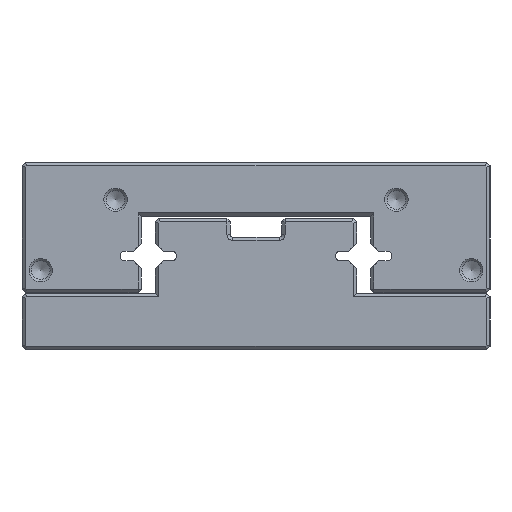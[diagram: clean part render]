
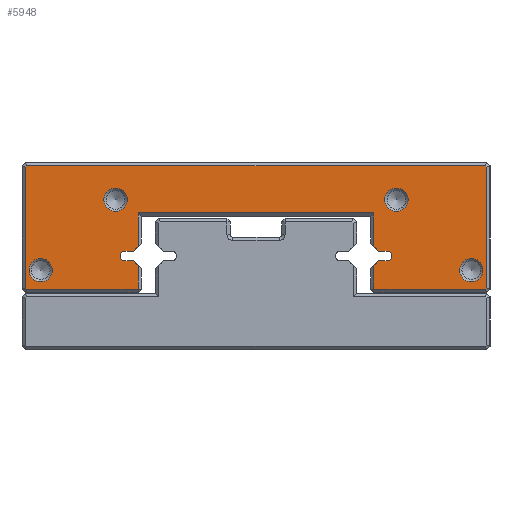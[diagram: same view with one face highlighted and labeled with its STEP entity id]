
A CAD part, left-side view. The second image highlights one B-rep face of the part: STEP entity #5948.
In plain terms, the highlighted planar face has unit normal (-1, 0, 0).
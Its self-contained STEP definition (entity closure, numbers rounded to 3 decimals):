
#5049=FACE_BOUND('',#9075,.T.);
#5050=FACE_BOUND('',#9076,.T.);
#5051=FACE_BOUND('',#9077,.T.);
#5052=FACE_BOUND('',#9078,.T.);
#5053=FACE_BOUND('',#9079,.T.);
#5519=CIRCLE('',#24653,1.);
#5534=CIRCLE('',#24676,1.);
#5540=CIRCLE('',#24688,2.5);
#5541=CIRCLE('',#24689,2.5);
#5542=CIRCLE('',#24690,2.5);
#5543=CIRCLE('',#24691,2.5);
#5948=ADVANCED_FACE('',(#5049,#5050,#5051,#5052,#5053),#7056,.T.);
#7056=PLANE('',#24692);
#9075=EDGE_LOOP('',(#11806,#11807,#11808,#11809,#11810,#11811,#11812,#11813,
#11814,#11815,#11816,#11817,#11818,#11819,#11820,#11821,#11822,#11823,#11824,
#11825,#11826,#11827,#11828,#11829));
#9076=EDGE_LOOP('',(#11830));
#9077=EDGE_LOOP('',(#11831));
#9078=EDGE_LOOP('',(#11832));
#9079=EDGE_LOOP('',(#11833));
#11806=ORIENTED_EDGE('',*,*,#18492,.F.);
#11807=ORIENTED_EDGE('',*,*,#18533,.T.);
#11808=ORIENTED_EDGE('',*,*,#18534,.T.);
#11809=ORIENTED_EDGE('',*,*,#18535,.T.);
#11810=ORIENTED_EDGE('',*,*,#18445,.F.);
#11811=ORIENTED_EDGE('',*,*,#18439,.F.);
#11812=ORIENTED_EDGE('',*,*,#18436,.F.);
#11813=ORIENTED_EDGE('',*,*,#18433,.F.);
#11814=ORIENTED_EDGE('',*,*,#18431,.F.);
#11815=ORIENTED_EDGE('',*,*,#18536,.T.);
#11816=ORIENTED_EDGE('',*,*,#18537,.T.);
#11817=ORIENTED_EDGE('',*,*,#18538,.T.);
#11818=ORIENTED_EDGE('',*,*,#18539,.T.);
#11819=ORIENTED_EDGE('',*,*,#18540,.T.);
#11820=ORIENTED_EDGE('',*,*,#18541,.T.);
#11821=ORIENTED_EDGE('',*,*,#18542,.T.);
#11822=ORIENTED_EDGE('',*,*,#18543,.T.);
#11823=ORIENTED_EDGE('',*,*,#18544,.T.);
#11824=ORIENTED_EDGE('',*,*,#18545,.T.);
#11825=ORIENTED_EDGE('',*,*,#18546,.T.);
#11826=ORIENTED_EDGE('',*,*,#18506,.F.);
#11827=ORIENTED_EDGE('',*,*,#18500,.F.);
#11828=ORIENTED_EDGE('',*,*,#18497,.F.);
#11829=ORIENTED_EDGE('',*,*,#18494,.F.);
#11830=ORIENTED_EDGE('',*,*,#18547,.T.);
#11831=ORIENTED_EDGE('',*,*,#18548,.T.);
#11832=ORIENTED_EDGE('',*,*,#18549,.T.);
#11833=ORIENTED_EDGE('',*,*,#18550,.T.);
#16413=VERTEX_POINT('',#32813);
#16414=VERTEX_POINT('',#32815);
#16415=VERTEX_POINT('',#32819);
#16417=VERTEX_POINT('',#32825);
#16419=VERTEX_POINT('',#32831);
#16424=VERTEX_POINT('',#32843);
#16456=VERTEX_POINT('',#32925);
#16457=VERTEX_POINT('',#32927);
#16458=VERTEX_POINT('',#32931);
#16460=VERTEX_POINT('',#32937);
#16462=VERTEX_POINT('',#32943);
#16467=VERTEX_POINT('',#32955);
#16490=VERTEX_POINT('',#33009);
#16491=VERTEX_POINT('',#33011);
#16492=VERTEX_POINT('',#33014);
#16493=VERTEX_POINT('',#33016);
#16494=VERTEX_POINT('',#33018);
#16495=VERTEX_POINT('',#33020);
#16496=VERTEX_POINT('',#33022);
#16497=VERTEX_POINT('',#33024);
#16498=VERTEX_POINT('',#33026);
#16499=VERTEX_POINT('',#33028);
#16500=VERTEX_POINT('',#33030);
#16501=VERTEX_POINT('',#33032);
#16502=VERTEX_POINT('',#33035);
#16503=VERTEX_POINT('',#33037);
#16504=VERTEX_POINT('',#33039);
#16505=VERTEX_POINT('',#33041);
#18431=EDGE_CURVE('',#16413,#16414,#20841,.T.);
#18433=EDGE_CURVE('',#16414,#16415,#20843,.T.);
#18436=EDGE_CURVE('',#16415,#16417,#5519,.T.);
#18439=EDGE_CURVE('',#16417,#16419,#20847,.T.);
#18445=EDGE_CURVE('',#16419,#16424,#20853,.T.);
#18492=EDGE_CURVE('',#16456,#16457,#20887,.T.);
#18494=EDGE_CURVE('',#16457,#16458,#20889,.T.);
#18497=EDGE_CURVE('',#16458,#16460,#5534,.T.);
#18500=EDGE_CURVE('',#16460,#16462,#20893,.T.);
#18506=EDGE_CURVE('',#16462,#16467,#20899,.T.);
#18533=EDGE_CURVE('',#16456,#16490,#20922,.T.);
#18534=EDGE_CURVE('',#16490,#16491,#20923,.T.);
#18535=EDGE_CURVE('',#16491,#16424,#20924,.T.);
#18536=EDGE_CURVE('',#16413,#16492,#20925,.T.);
#18537=EDGE_CURVE('',#16492,#16493,#20926,.T.);
#18538=EDGE_CURVE('',#16493,#16494,#20927,.T.);
#18539=EDGE_CURVE('',#16494,#16495,#20928,.T.);
#18540=EDGE_CURVE('',#16495,#16496,#20929,.T.);
#18541=EDGE_CURVE('',#16496,#16497,#20930,.T.);
#18542=EDGE_CURVE('',#16497,#16498,#20931,.T.);
#18543=EDGE_CURVE('',#16498,#16499,#20932,.T.);
#18544=EDGE_CURVE('',#16499,#16500,#20933,.T.);
#18545=EDGE_CURVE('',#16500,#16501,#20934,.T.);
#18546=EDGE_CURVE('',#16501,#16467,#20935,.T.);
#18547=EDGE_CURVE('',#16502,#16502,#5540,.T.);
#18548=EDGE_CURVE('',#16503,#16503,#5541,.T.);
#18549=EDGE_CURVE('',#16504,#16504,#5542,.T.);
#18550=EDGE_CURVE('',#16505,#16505,#5543,.T.);
#20841=LINE('',#32814,#22901);
#20843=LINE('',#32818,#22903);
#20847=LINE('',#32830,#22907);
#20853=LINE('',#32842,#22913);
#20887=LINE('',#32926,#22947);
#20889=LINE('',#32930,#22949);
#20893=LINE('',#32942,#22953);
#20899=LINE('',#32954,#22959);
#20922=LINE('',#33008,#22982);
#20923=LINE('',#33010,#22983);
#20924=LINE('',#33012,#22984);
#20925=LINE('',#33013,#22985);
#20926=LINE('',#33015,#22986);
#20927=LINE('',#33017,#22987);
#20928=LINE('',#33019,#22988);
#20929=LINE('',#33021,#22989);
#20930=LINE('',#33023,#22990);
#20931=LINE('',#33025,#22991);
#20932=LINE('',#33027,#22992);
#20933=LINE('',#33029,#22993);
#20934=LINE('',#33031,#22994);
#20935=LINE('',#33033,#22995);
#22901=VECTOR('',#27089,1.);
#22903=VECTOR('',#27093,1.);
#22907=VECTOR('',#27105,1.);
#22913=VECTOR('',#27113,1.);
#22947=VECTOR('',#27181,1.);
#22949=VECTOR('',#27185,1.);
#22953=VECTOR('',#27197,1.);
#22959=VECTOR('',#27205,1.);
#22982=VECTOR('',#27244,1.);
#22983=VECTOR('',#27245,1.);
#22984=VECTOR('',#27246,1.);
#22985=VECTOR('',#27247,1.);
#22986=VECTOR('',#27248,1.);
#22987=VECTOR('',#27249,1.);
#22988=VECTOR('',#27250,1.);
#22989=VECTOR('',#27251,1.);
#22990=VECTOR('',#27252,1.);
#22991=VECTOR('',#27253,1.);
#22992=VECTOR('',#27254,1.);
#22993=VECTOR('',#27255,1.);
#22994=VECTOR('',#27256,1.);
#22995=VECTOR('',#27257,1.);
#24653=AXIS2_PLACEMENT_3D('',#32824,#27098,#27099);
#24676=AXIS2_PLACEMENT_3D('',#32936,#27190,#27191);
#24688=AXIS2_PLACEMENT_3D('',#33034,#27258,#27259);
#24689=AXIS2_PLACEMENT_3D('',#33036,#27260,#27261);
#24690=AXIS2_PLACEMENT_3D('',#33038,#27262,#27263);
#24691=AXIS2_PLACEMENT_3D('',#33040,#27264,#27265);
#24692=AXIS2_PLACEMENT_3D('',#33042,#27266,#27267);
#27089=DIRECTION('',(0.,-0.707,0.707));
#27093=DIRECTION('',(0.,-1.,0.));
#27098=DIRECTION('',(-1.,0.,0.));
#27099=DIRECTION('',(0.,0.,-1.));
#27105=DIRECTION('',(0.,1.,0.));
#27113=DIRECTION('',(0.,0.707,0.707));
#27181=DIRECTION('',(0.,0.707,-0.707));
#27185=DIRECTION('',(0.,1.,0.));
#27190=DIRECTION('',(-1.,0.,0.));
#27191=DIRECTION('',(0.,0.,1.));
#27197=DIRECTION('',(0.,-1.,0.));
#27205=DIRECTION('',(0.,-0.707,-0.707));
#27244=DIRECTION('',(0.,0.,1.));
#27245=DIRECTION('',(0.,-1.,0.));
#27246=DIRECTION('',(0.,0.,-1.));
#27247=DIRECTION('',(0.,0.,-1.));
#27248=DIRECTION('',(0.,-1.,0.));
#27249=DIRECTION('',(0.,-0.707,0.707));
#27250=DIRECTION('',(0.,0.,1.));
#27251=DIRECTION('',(0.,0.707,0.707));
#27252=DIRECTION('',(0.,1.,0.));
#27253=DIRECTION('',(0.,0.707,-0.707));
#27254=DIRECTION('',(0.,0.,-1.));
#27255=DIRECTION('',(0.,-0.707,-0.707));
#27256=DIRECTION('',(0.,-1.,0.));
#27257=DIRECTION('',(0.,0.,1.));
#27258=DIRECTION('',(1.,0.,0.));
#27259=DIRECTION('',(0.,0.,-1.));
#27260=DIRECTION('',(1.,0.,0.));
#27261=DIRECTION('',(0.,0.,-1.));
#27262=DIRECTION('',(1.,0.,0.));
#27263=DIRECTION('',(0.,0.,-1.));
#27264=DIRECTION('',(1.,0.,0.));
#27265=DIRECTION('',(0.,0.,-1.));
#27266=DIRECTION('',(-1.,0.,0.));
#27267=DIRECTION('',(0.,0.,1.));
#32813=CARTESIAN_POINT('',(80.,24.8,17.957));
#32814=CARTESIAN_POINT('',(80.,25.5,17.257));
#32815=CARTESIAN_POINT('',(80.,23.757,19.));
#32818=CARTESIAN_POINT('',(80.,23.757,19.));
#32819=CARTESIAN_POINT('',(80.,22.,19.));
#32824=CARTESIAN_POINT('',(80.,22.,20.));
#32825=CARTESIAN_POINT('',(80.,22.,21.));
#32830=CARTESIAN_POINT('',(80.,22.,21.));
#32831=CARTESIAN_POINT('',(80.,23.757,21.));
#32842=CARTESIAN_POINT('',(80.,23.757,21.));
#32843=CARTESIAN_POINT('',(80.,24.8,22.043));
#32925=CARTESIAN_POINT('',(80.,75.2,22.043));
#32926=CARTESIAN_POINT('',(80.,74.5,22.743));
#32927=CARTESIAN_POINT('',(80.,76.243,21.));
#32930=CARTESIAN_POINT('',(80.,76.243,21.));
#32931=CARTESIAN_POINT('',(80.,78.,21.));
#32936=CARTESIAN_POINT('',(80.,78.,20.));
#32937=CARTESIAN_POINT('',(80.,78.,19.));
#32942=CARTESIAN_POINT('',(80.,78.,19.));
#32943=CARTESIAN_POINT('',(80.,76.243,19.));
#32954=CARTESIAN_POINT('',(80.,76.243,19.));
#32955=CARTESIAN_POINT('',(80.,75.2,17.957));
#33008=CARTESIAN_POINT('',(80.,75.2,28.5));
#33009=CARTESIAN_POINT('',(80.,75.2,29.2));
#33010=CARTESIAN_POINT('',(80.,25.5,29.2));
#33011=CARTESIAN_POINT('',(80.,24.8,29.2));
#33012=CARTESIAN_POINT('',(80.,24.8,22.743));
#33013=CARTESIAN_POINT('',(80.,24.8,12.2));
#33014=CARTESIAN_POINT('',(80.,24.8,12.9));
#33015=CARTESIAN_POINT('',(80.,0.7,12.9));
#33016=CARTESIAN_POINT('',(80.,0.99,12.9));
#33017=CARTESIAN_POINT('',(80.,7.945,5.945));
#33018=CARTESIAN_POINT('',(80.,0.7,13.19));
#33019=CARTESIAN_POINT('',(80.,0.7,39.3));
#33020=CARTESIAN_POINT('',(80.,0.7,39.01));
#33021=CARTESIAN_POINT('',(80.,1.845,40.155));
#33022=CARTESIAN_POINT('',(80.,0.99,39.3));
#33023=CARTESIAN_POINT('',(80.,99.3,39.3));
#33024=CARTESIAN_POINT('',(80.,99.01,39.3));
#33025=CARTESIAN_POINT('',(80.,70.155,68.155));
#33026=CARTESIAN_POINT('',(80.,99.3,39.01));
#33027=CARTESIAN_POINT('',(80.,99.3,12.9));
#33028=CARTESIAN_POINT('',(80.,99.3,13.19));
#33029=CARTESIAN_POINT('',(80.,64.055,-22.055));
#33030=CARTESIAN_POINT('',(80.,99.01,12.9));
#33031=CARTESIAN_POINT('',(80.,74.5,12.9));
#33032=CARTESIAN_POINT('',(80.,75.2,12.9));
#33033=CARTESIAN_POINT('',(80.,75.2,17.257));
#33034=CARTESIAN_POINT('',(80.,96.,17.));
#33035=CARTESIAN_POINT('',(80.,96.,14.5));
#33036=CARTESIAN_POINT('',(80.,4.,17.));
#33037=CARTESIAN_POINT('',(80.,4.,14.5));
#33038=CARTESIAN_POINT('',(80.,20.,32.));
#33039=CARTESIAN_POINT('',(80.,20.,29.5));
#33040=CARTESIAN_POINT('',(80.,80.,32.));
#33041=CARTESIAN_POINT('',(80.,80.,29.5));
#33042=CARTESIAN_POINT('',(80.,22.,20.));
